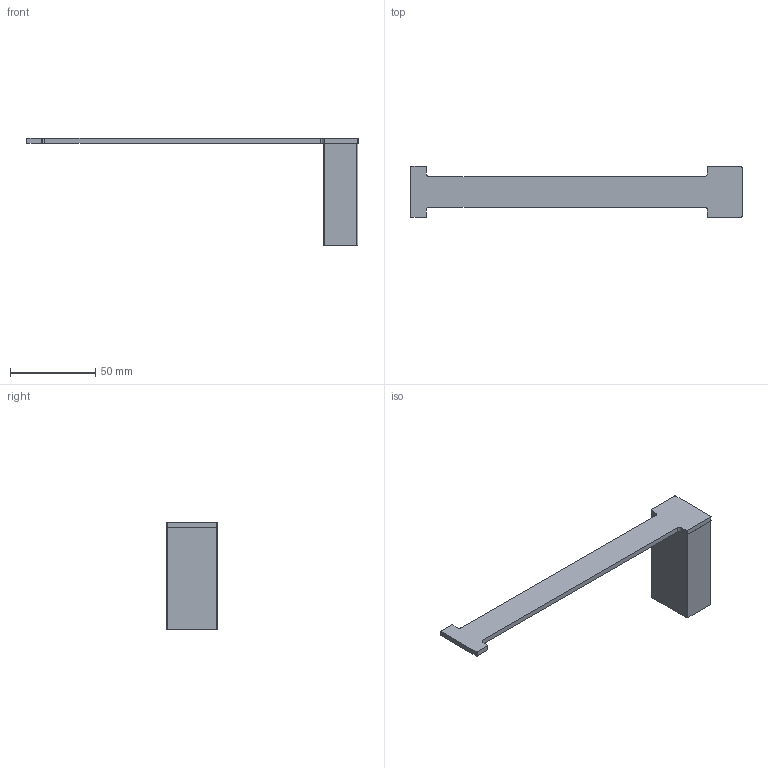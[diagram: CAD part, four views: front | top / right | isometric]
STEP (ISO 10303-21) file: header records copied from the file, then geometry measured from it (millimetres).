
FILE_DESCRIPTION (( 'STEP AP203' ), '1' );
FILE_NAME ('3380.STEP', '2016-07-20T14:26:21', ( '微软中国' ), ( 'Microsoft' ), 'SwSTEP 2.0', 'SolidWorks 2012', '' );
FILE_SCHEMA (( 'CONFIG_CONTROL_DESIGN' ));
Length unit declared in the file: millimetre
Products named in the file (8): 3380; 33禱踫遠; 33爾え; 内六角凹端紧定螺丝M5X5; 圉埴芛蹟佪M4X8; 33釱; 33假蚾え
Assembly tree (9 placements, depth 3):
  3380
    33假蚾え
    33釱
    圉埴芛蹟佪M4X8  x2
    内六角凹端紧定螺丝M5X5
    33禱踫遠
      33禱踫遠
      33爾え  x2
Bounding box: 195 x 30 x 63 mm (x, y, z)
Volume: 31259.2 mm3; surface area: 23935.6 mm2
Topology: 8 solids, 8 shells, 278 faces, 726 edges, 471 vertices
Faces by surface type: cylinder 126, plane 101, cone 37, bspline 10, torus 4
Entity records: 9712 total; most frequent: CARTESIAN_POINT 3690, ORIENTED_EDGE 1128, DIRECTION 1029, EDGE_CURVE 564, VERTEX_POINT 367, AXIS2_PLACEMENT_3D 366, VECTOR 297, LINE 297
